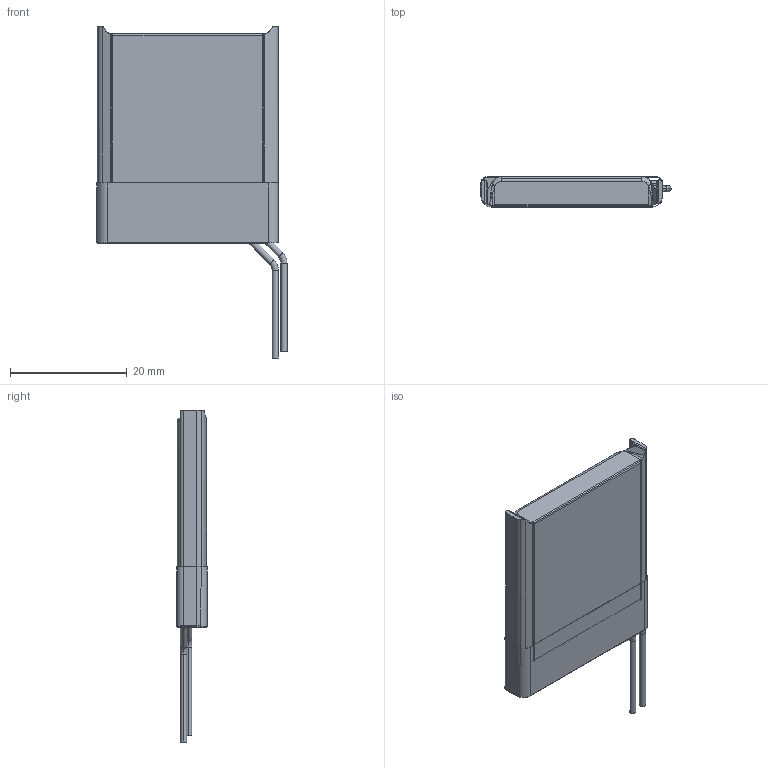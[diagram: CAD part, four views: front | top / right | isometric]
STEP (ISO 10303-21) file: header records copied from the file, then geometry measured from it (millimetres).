
FILE_DESCRIPTION (( 'STEP AP214' ), '1' );
FILE_NAME ('Lipo.STEP', '2025-12-23T13:26:35', ( '' ), ( '' ), 'SwSTEP 2.0', 'SolidWorks 2024', '' );
FILE_SCHEMA (( 'AUTOMOTIVE_DESIGN' ));
Length unit declared in the file: millimetre
Products named in the file (1): Lipo
Bounding box: 32.59 x 5.17 x 56.9 mm (x, y, z)
Volume: 4835.1 mm3; surface area: 5009 mm2
Topology: 7 solids, 7 shells, 572 faces, 1552 edges, 1018 vertices
Faces by surface type: bspline 269, plane 206, cylinder 81, torus 16
Entity records: 27075 total; most frequent: CARTESIAN_POINT 8143, ORIENTED_EDGE 3100, DIRECTION 1726, EDGE_CURVE 1550, VERTEX_POINT 1018, VECTOR 816, LINE 816, EDGE_LOOP 600
